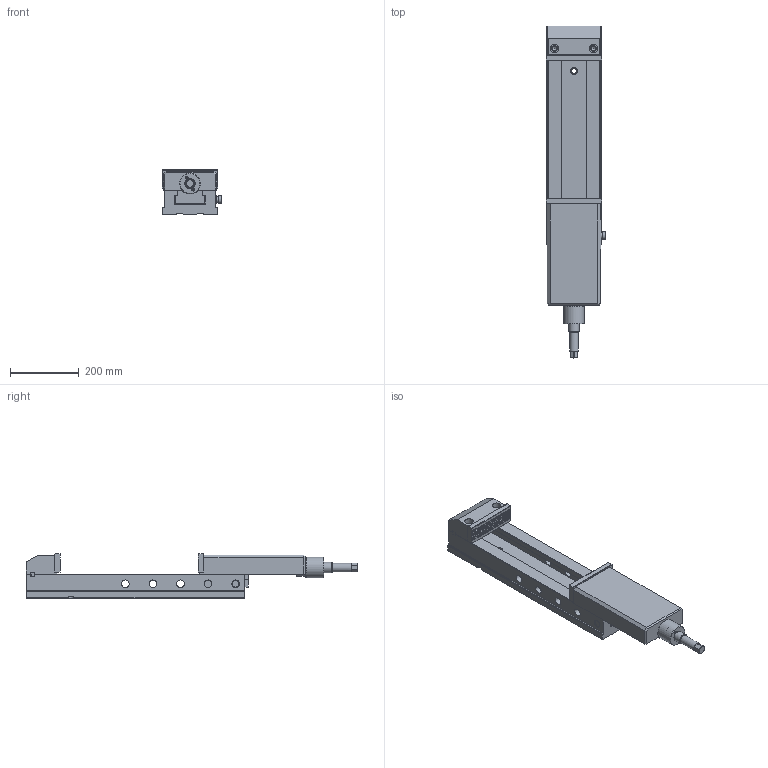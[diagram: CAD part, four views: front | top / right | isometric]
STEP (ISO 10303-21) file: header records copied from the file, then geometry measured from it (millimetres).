
FILE_DESCRIPTION(/* description */ (''),/* implementation_level */ '2;1');
FILE_NAME(/* name */ '31_160L_Mordaza.stp',/* time_stamp */ '2014-05-28T09:27:20+02:00',/* author */ (''),/* organization */ (''),/* preprocessor_version */ 'ST-DEVELOPER v15',/* originating_system */ 'SIEMENS PLM Software NX 9.0',/* authorisation */ '');
FILE_SCHEMA (('CONFIG_CONTROL_DESIGN'));
Length unit declared in the file: millimetre
Products named in the file (1): 31_160L_Mordaza
Bounding box: 171.8 x 963.18 x 129 mm (x, y, z)
Volume: 7726947.7 mm3; surface area: 891462.5 mm2
Topology: 18 solids, 18 shells, 529 faces, 1407 edges, 942 vertices
Faces by surface type: plane 332, cylinder 112, cone 57, sphere 24, revolution 2, torus 2
Full cylindrical faces by diameter (mm): 3.432 x2, 4 x2, 4.5 x2, 5.188 x4, 6.985 x4, 8.782 x2, 9 x4, 10 x1, 11 x2, 12.376 x2, 14 x4, 14.376 x4, 15 x2, 17 x4, 20 x2, 20.5 x1, 21 x1, 22 x16, 24 x2, 25 x3, 26 x1, 28 x1, 28.6 x1, 30 x5, 30.25 x1, 32 x3, 32.5 x1, 36 x2, 40 x2, 42 x3
Entity records: 14885 total; most frequent: CARTESIAN_POINT 2804, DIRECTION 2447, ORIENTED_EDGE 2204, EDGE_CURVE 1102, AXIS2_PLACEMENT_3D 866, VERTEX_POINT 829, EDGE_LOOP 799, LINE 713
